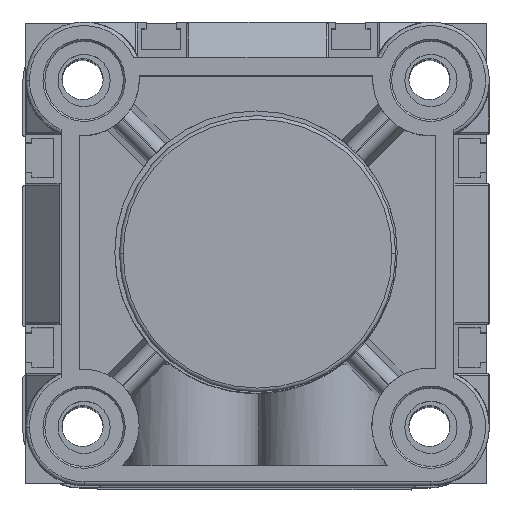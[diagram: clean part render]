
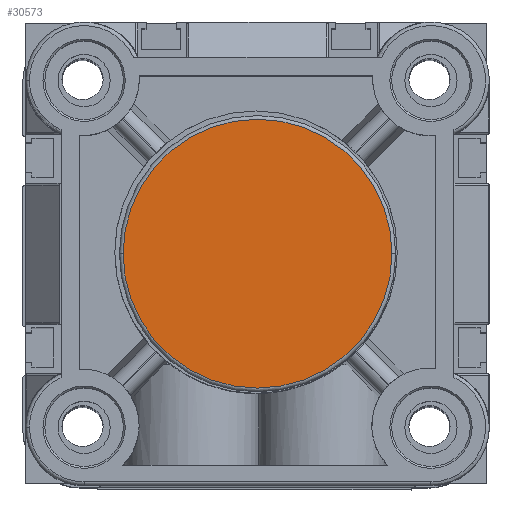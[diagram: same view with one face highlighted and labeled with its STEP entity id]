
A CAD part, top view. The second image highlights one B-rep face of the part: STEP entity #30573.
In plain terms, the highlighted face is planar.
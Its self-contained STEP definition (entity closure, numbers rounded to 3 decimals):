
#134 = DIRECTION ( 'NONE',  ( 1., 0., 0. ) ) ;
#1166 = ORIENTED_EDGE ( 'NONE', *, *, #22671, .T. ) ;
#5496 = AXIS2_PLACEMENT_3D ( 'NONE', #10254, #28444, #12881 ) ;
#8782 = CARTESIAN_POINT ( 'NONE',  ( 53.9, 32., -3.95 ) ) ;
#9928 = FACE_OUTER_BOUND ( 'NONE', #15558, .T. ) ;
#10201 = CARTESIAN_POINT ( 'NONE',  ( 32., 32., -3.95 ) ) ;
#10254 = CARTESIAN_POINT ( 'NONE',  ( 32., 32., -3.95 ) ) ;
#12827 = DIRECTION ( 'NONE',  ( 1., 0., 0. ) ) ;
#12881 = DIRECTION ( 'NONE',  ( 1., 0., 0. ) ) ;
#15558 = EDGE_LOOP ( 'NONE', ( #18635, #1166 ) ) ;
#15793 = DIRECTION ( 'NONE',  ( 0., 0., 1. ) ) ;
#16691 = CARTESIAN_POINT ( 'NONE',  ( 10.1, 32., -3.95 ) ) ;
#17624 = EDGE_CURVE ( 'NONE', #23036, #28101, #32995, .T. ) ;
#18074 = AXIS2_PLACEMENT_3D ( 'NONE', #10201, #28384, #12827 ) ;
#18635 = ORIENTED_EDGE ( 'NONE', *, *, #17624, .T. ) ;
#20289 = AXIS2_PLACEMENT_3D ( 'NONE', #26113, #15793, #134 ) ;
#22671 = EDGE_CURVE ( 'NONE', #28101, #23036, #29871, .T. ) ;
#23036 = VERTEX_POINT ( 'NONE', #8782 ) ;
#26113 = CARTESIAN_POINT ( 'NONE',  ( 0., 0., -3.95 ) ) ;
#28101 = VERTEX_POINT ( 'NONE', #16691 ) ;
#28384 = DIRECTION ( 'NONE',  ( 0., 0., -1. ) ) ;
#28444 = DIRECTION ( 'NONE',  ( 0., 0., -1. ) ) ;
#29871 = CIRCLE ( 'NONE', #5496, 21.9 ) ;
#30573 = ADVANCED_FACE ( 'NONE', ( #9928 ), #31308, .F. ) ;
#31308 = PLANE ( 'NONE',  #20289 ) ;
#32995 = CIRCLE ( 'NONE', #18074, 21.9 ) ;
